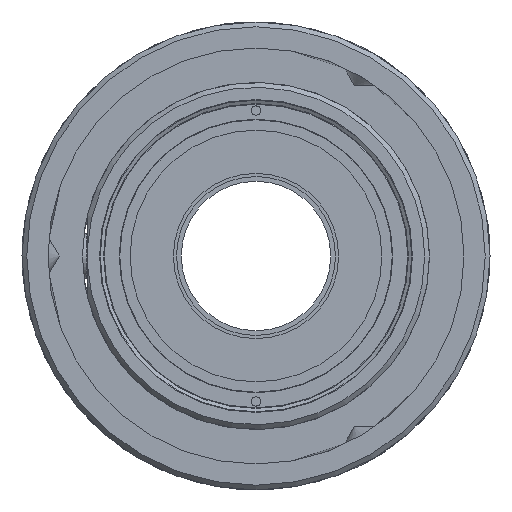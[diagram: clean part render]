
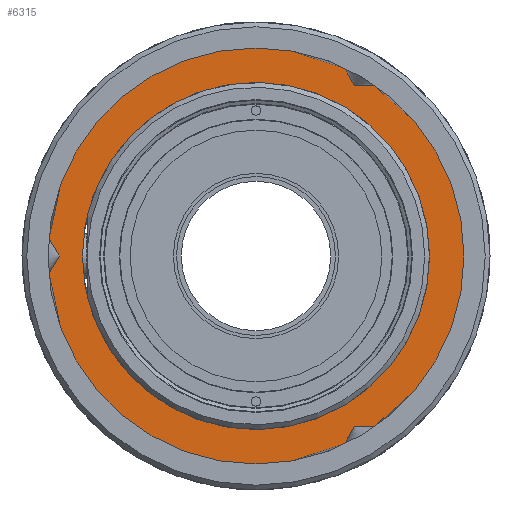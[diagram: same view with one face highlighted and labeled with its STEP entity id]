
A CAD part, left-side view. The second image highlights one B-rep face of the part: STEP entity #6315.
In plain terms, the highlighted planar face has unit normal (-1, 0, 0).
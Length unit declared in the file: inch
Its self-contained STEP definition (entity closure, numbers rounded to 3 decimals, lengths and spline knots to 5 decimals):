
#647=FACE_BOUND('',#1666,.T.);
#863=CIRCLE('',#7175,0.7305);
#866=CIRCLE('',#7187,0.8755);
#1178=FACE_OUTER_BOUND('',#1665,.T.);
#1665=EDGE_LOOP('',(#4582));
#1666=EDGE_LOOP('',(#4583));
#3001=VERTEX_POINT('',#10012);
#3013=VERTEX_POINT('',#10184);
#3627=EDGE_CURVE('',#3001,#3001,#863,.T.);
#3643=EDGE_CURVE('',#3013,#3013,#866,.T.);
#4582=ORIENTED_EDGE('',*,*,#3643,.F.);
#4583=ORIENTED_EDGE('',*,*,#3627,.T.);
#6067=PLANE('',#7217);
#6315=ADVANCED_FACE('',(#1178,#647),#6067,.T.);
#7175=AXIS2_PLACEMENT_3D('',#10013,#7965,#7966);
#7187=AXIS2_PLACEMENT_3D('',#10185,#7995,#7996);
#7217=AXIS2_PLACEMENT_3D('',#10228,#8055,#8056);
#7965=DIRECTION('center_axis',(1.,0.,0.));
#7966=DIRECTION('ref_axis',(0.,0.,-1.));
#7995=DIRECTION('center_axis',(1.,0.,0.));
#7996=DIRECTION('ref_axis',(0.,0.,-1.));
#8055=DIRECTION('center_axis',(-1.,0.,0.));
#8056=DIRECTION('ref_axis',(0.,0.,1.));
#10012=CARTESIAN_POINT('',(0.12,0.7305,0.));
#10013=CARTESIAN_POINT('Origin',(0.12,0.,0.));
#10184=CARTESIAN_POINT('',(0.12,0.8755,0.));
#10185=CARTESIAN_POINT('Origin',(0.12,0.,0.));
#10228=CARTESIAN_POINT('Origin',(0.12,0.8755,0.));
